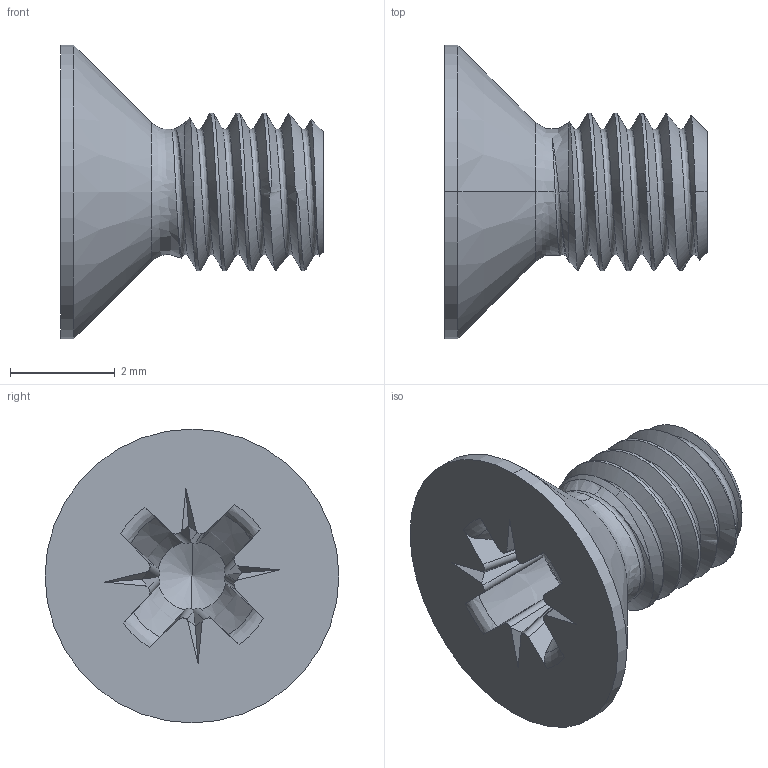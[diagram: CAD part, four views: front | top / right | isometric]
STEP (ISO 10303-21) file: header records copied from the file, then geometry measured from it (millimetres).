
FILE_DESCRIPTION (( 'STEP AP214' ), '1' );
FILE_NAME ('FCEDB241-D192-4D7E-9F51-B2E13BA717AB.STEP', '2023-02-05T17:34:44', ( '' ), ( '' ), 'SwSTEP 2.0', 'SolidWorks 2022', '' );
FILE_SCHEMA (( 'AUTOMOTIVE_DESIGN' ));
Length unit declared in the file: millimetre
Products named in the file (1): FCEDB241-D192-4D7E-9F51-B2E13BA717AB
Bounding box: 5 x 5.6 x 5.6 mm (x, y, z)
Volume: 40.4 mm3; surface area: 110.4 mm2
Topology: 1 solids, 1 shells, 70 faces, 199 edges, 129 vertices
Faces by surface type: plane 26, cylinder 21, bspline 12, cone 11
Entity records: 6146 total; most frequent: CARTESIAN_POINT 4521, ORIENTED_EDGE 392, DIRECTION 241, EDGE_CURVE 196, VERTEX_POINT 129, B_SPLINE_CURVE_WITH_KNOTS 95, AXIS2_PLACEMENT_3D 81, LINE 79
